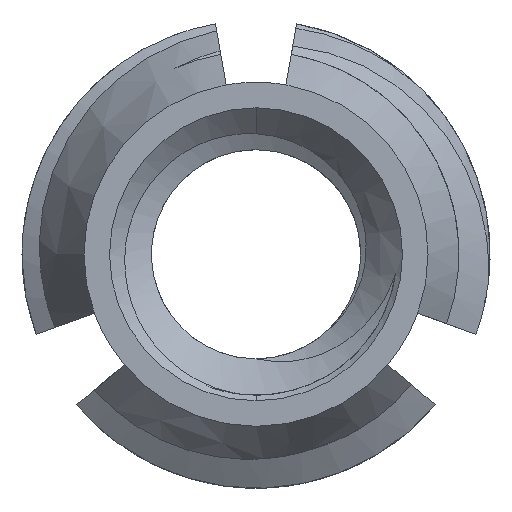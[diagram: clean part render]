
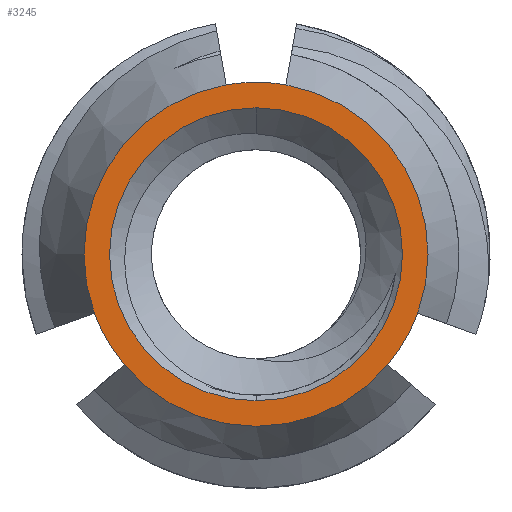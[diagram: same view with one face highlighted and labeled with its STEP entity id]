
A CAD part, front view. The second image highlights one B-rep face of the part: STEP entity #3245.
In plain terms, the highlighted planar face has unit normal (0, -1, 0).
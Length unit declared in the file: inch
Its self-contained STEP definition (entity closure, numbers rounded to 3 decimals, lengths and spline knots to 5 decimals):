
#68 = CARTESIAN_POINT ( 'NONE',  ( -0.0753, -0.28125, -0.02741 ) ) ;
#222 = CARTESIAN_POINT ( 'NONE',  ( 0., -0.28125, 0. ) ) ;
#528 = AXIS2_PLACEMENT_3D ( 'NONE', #13109, #6450, #14251 ) ;
#554 = DIRECTION ( 'NONE',  ( 0., -1., 0. ) ) ;
#756 = AXIS2_PLACEMENT_3D ( 'NONE', #10350, #3682, #11472 ) ;
#910 = ORIENTED_EDGE ( 'NONE', *, *, #13877, .T. ) ;
#1061 = AXIS2_PLACEMENT_3D ( 'NONE', #222, #8015, #1338 ) ;
#1338 = DIRECTION ( 'NONE',  ( 0., 0., 1. ) ) ;
#1377 = CARTESIAN_POINT ( 'NONE',  ( 0., -0.28125, 0. ) ) ;
#1471 = VERTEX_POINT ( 'NONE', #12826 ) ;
#1517 = CIRCLE ( 'NONE', #12733, 0.08013 ) ;
#1780 = EDGE_CURVE ( 'NONE', #11126, #5143, #10924, .T. ) ;
#2503 = DIRECTION ( 'NONE',  ( 0., 0., 1. ) ) ;
#2516 = ORIENTED_EDGE ( 'NONE', *, *, #8553, .T. ) ;
#2745 = CARTESIAN_POINT ( 'NONE',  ( 0., -0.28125, 0. ) ) ;
#2758 = ORIENTED_EDGE ( 'NONE', *, *, #5867, .T. ) ;
#2995 = DIRECTION ( 'NONE',  ( 0., -1., 0. ) ) ;
#3245 = ADVANCED_FACE ( 'NONE', ( #6733, #3759 ), #13845, .F. ) ;
#3444 = ORIENTED_EDGE ( 'NONE', *, *, #1780, .T. ) ;
#3682 = DIRECTION ( 'NONE',  ( 0., -1., 0. ) ) ;
#3759 = FACE_BOUND ( 'NONE', #8863, .T. ) ;
#3859 = DIRECTION ( 'NONE',  ( 0., 1., 0. ) ) ;
#3868 = ORIENTED_EDGE ( 'NONE', *, *, #13483, .T. ) ;
#3916 = CIRCLE ( 'NONE', #14293, 0.06823 ) ;
#4121 = CIRCLE ( 'NONE', #10821, 0.08013 ) ;
#4277 = CARTESIAN_POINT ( 'NONE',  ( 0.0753, -0.28125, -0.02741 ) ) ;
#4676 = VERTEX_POINT ( 'NONE', #9643 ) ;
#4845 = AXIS2_PLACEMENT_3D ( 'NONE', #7237, #554, #8361 ) ;
#5143 = VERTEX_POINT ( 'NONE', #13295 ) ;
#5147 = DIRECTION ( 'NONE',  ( 0., 1., 0. ) ) ;
#5313 = CARTESIAN_POINT ( 'NONE',  ( 0.06139, -0.28125, -0.05151 ) ) ;
#5521 = DIRECTION ( 'NONE',  ( 0., -1., 0. ) ) ;
#5659 = EDGE_CURVE ( 'NONE', #7972, #6486, #1517, .T. ) ;
#5867 = EDGE_CURVE ( 'NONE', #5143, #4676, #6746, .T. ) ;
#6394 = DIRECTION ( 'NONE',  ( 0., -1., 0. ) ) ;
#6450 = DIRECTION ( 'NONE',  ( 0., -1., 0. ) ) ;
#6486 = VERTEX_POINT ( 'NONE', #5313 ) ;
#6554 = VERTEX_POINT ( 'NONE', #8772 ) ;
#6733 = FACE_OUTER_BOUND ( 'NONE', #11110, .T. ) ;
#6746 = CIRCLE ( 'NONE', #528, 0.08013 ) ;
#6885 = AXIS2_PLACEMENT_3D ( 'NONE', #12192, #5521, #13307 ) ;
#6892 = CIRCLE ( 'NONE', #8969, 0.06823 ) ;
#7237 = CARTESIAN_POINT ( 'NONE',  ( 0., -0.28125, 0. ) ) ;
#7972 = VERTEX_POINT ( 'NONE', #10630 ) ;
#8015 = DIRECTION ( 'NONE',  ( 0., -1., 0. ) ) ;
#8361 = DIRECTION ( 'NONE',  ( 0., 0., 1. ) ) ;
#8553 = EDGE_CURVE ( 'NONE', #4676, #13712, #9342, .T. ) ;
#8772 = CARTESIAN_POINT ( 'NONE',  ( 0., -0.28125, -0.06823 ) ) ;
#8802 = CIRCLE ( 'NONE', #756, 0.08013 ) ;
#8853 = ORIENTED_EDGE ( 'NONE', *, *, #10416, .T. ) ;
#8863 = EDGE_LOOP ( 'NONE', ( #10942, #8853 ) ) ;
#8969 = AXIS2_PLACEMENT_3D ( 'NONE', #1377, #9170, #2503 ) ;
#9170 = DIRECTION ( 'NONE',  ( 0., 1., 0. ) ) ;
#9342 = CIRCLE ( 'NONE', #6885, 0.08013 ) ;
#9643 = CARTESIAN_POINT ( 'NONE',  ( 0., -0.28125, 0.08013 ) ) ;
#9661 = CARTESIAN_POINT ( 'NONE',  ( 0., -0.28125, 0. ) ) ;
#10350 = CARTESIAN_POINT ( 'NONE',  ( 0., -0.28125, 0. ) ) ;
#10393 = AXIS2_PLACEMENT_3D ( 'NONE', #2745, #3859, #11650 ) ;
#10416 = EDGE_CURVE ( 'NONE', #1471, #6554, #3916, .T. ) ;
#10630 = CARTESIAN_POINT ( 'NONE',  ( -0.06139, -0.28125, -0.05151 ) ) ;
#10778 = DIRECTION ( 'NONE',  ( 0., 0., 1. ) ) ;
#10821 = AXIS2_PLACEMENT_3D ( 'NONE', #13059, #6394, #14197 ) ;
#10924 = CIRCLE ( 'NONE', #1061, 0.08013 ) ;
#10942 = ORIENTED_EDGE ( 'NONE', *, *, #11710, .T. ) ;
#10985 = EDGE_CURVE ( 'NONE', #6486, #11126, #8802, .T. ) ;
#11110 = EDGE_LOOP ( 'NONE', ( #910, #3868, #14232, #13325, #3444, #2758, #2516 ) ) ;
#11126 = VERTEX_POINT ( 'NONE', #4277 ) ;
#11472 = DIRECTION ( 'NONE',  ( 0., 0., 1. ) ) ;
#11650 = DIRECTION ( 'NONE',  ( 0., 0., 1. ) ) ;
#11710 = EDGE_CURVE ( 'NONE', #6554, #1471, #6892, .T. ) ;
#11794 = CARTESIAN_POINT ( 'NONE',  ( -0.01391, -0.28125, 0.07892 ) ) ;
#11816 = CARTESIAN_POINT ( 'NONE',  ( 0., -0.28125, 0. ) ) ;
#12192 = CARTESIAN_POINT ( 'NONE',  ( 0., -0.28125, 0. ) ) ;
#12572 = VERTEX_POINT ( 'NONE', #68 ) ;
#12733 = AXIS2_PLACEMENT_3D ( 'NONE', #9661, #2995, #10778 ) ;
#12826 = CARTESIAN_POINT ( 'NONE',  ( 0., -0.28125, 0.06823 ) ) ;
#12928 = DIRECTION ( 'NONE',  ( 0., 0., 1. ) ) ;
#13059 = CARTESIAN_POINT ( 'NONE',  ( 0., -0.28125, 0. ) ) ;
#13109 = CARTESIAN_POINT ( 'NONE',  ( 0., -0.28125, 0. ) ) ;
#13295 = CARTESIAN_POINT ( 'NONE',  ( 0.01391, -0.28125, 0.07892 ) ) ;
#13307 = DIRECTION ( 'NONE',  ( 0., 0., 1. ) ) ;
#13325 = ORIENTED_EDGE ( 'NONE', *, *, #10985, .T. ) ;
#13354 = CIRCLE ( 'NONE', #4845, 0.08013 ) ;
#13483 = EDGE_CURVE ( 'NONE', #12572, #7972, #13354, .T. ) ;
#13712 = VERTEX_POINT ( 'NONE', #11794 ) ;
#13845 = PLANE ( 'NONE',  #10393 ) ;
#13877 = EDGE_CURVE ( 'NONE', #13712, #12572, #4121, .T. ) ;
#14197 = DIRECTION ( 'NONE',  ( 0., 0., 1. ) ) ;
#14232 = ORIENTED_EDGE ( 'NONE', *, *, #5659, .T. ) ;
#14251 = DIRECTION ( 'NONE',  ( 0., 0., 1. ) ) ;
#14293 = AXIS2_PLACEMENT_3D ( 'NONE', #11816, #5147, #12928 ) ;
